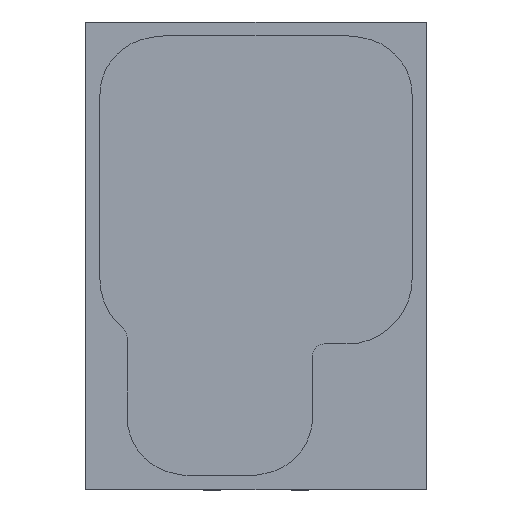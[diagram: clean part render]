
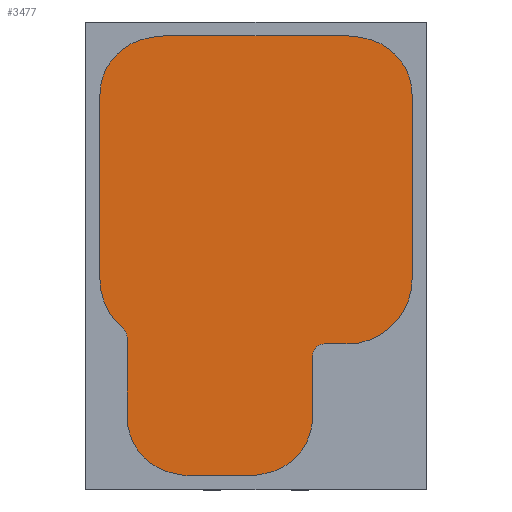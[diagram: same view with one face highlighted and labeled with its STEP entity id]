
A CAD part, top view. The second image highlights one B-rep face of the part: STEP entity #3477.
In plain terms, the highlighted planar face has unit normal (0, 0, 1).
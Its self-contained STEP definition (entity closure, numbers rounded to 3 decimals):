
#3056 = VERTEX_POINT('',#3057);
#3057 = CARTESIAN_POINT('',(-0.918,-0.06,0.599));
#3063 = EDGE_CURVE('',#3056,#3064,#3066,.T.);
#3064 = VERTEX_POINT('',#3065);
#3065 = CARTESIAN_POINT('',(-0.782,-0.353,0.599));
#3066 = CIRCLE('',#3067,0.383);
#3067 = AXIS2_PLACEMENT_3D('',#3068,#3069,#3070);
#3068 = CARTESIAN_POINT('',(-0.535,-0.06,0.599));
#3069 = DIRECTION('',(0.,0.,1.));
#3070 = DIRECTION('',(0.,1.,0.));
#3089 = VERTEX_POINT('',#3090);
#3090 = CARTESIAN_POINT('',(-0.758,-0.404,0.599));
#3096 = EDGE_CURVE('',#3064,#3089,#3097,.T.);
#3097 = CIRCLE('',#3098,0.067);
#3098 = AXIS2_PLACEMENT_3D('',#3099,#3100,#3101);
#3099 = CARTESIAN_POINT('',(-0.825,-0.404,0.599));
#3100 = DIRECTION('',(0.,0.,-1.));
#3101 = DIRECTION('',(0.,1.,0.));
#3114 = VERTEX_POINT('',#3115);
#3115 = CARTESIAN_POINT('',(-0.758,-0.874,0.599));
#3121 = EDGE_CURVE('',#3089,#3114,#3122,.T.);
#3122 = LINE('',#3123,#3124);
#3123 = CARTESIAN_POINT('',(-0.758,-0.404,0.599));
#3124 = VECTOR('',#3125,1.);
#3125 = DIRECTION('',(0.,-1.,0.));
#3137 = EDGE_CURVE('',#3114,#3138,#3140,.T.);
#3138 = VERTEX_POINT('',#3139);
#3139 = CARTESIAN_POINT('',(-0.465,-1.206,0.599));
#3140 = CIRCLE('',#3141,0.339);
#3141 = AXIS2_PLACEMENT_3D('',#3142,#3143,#3144);
#3142 = CARTESIAN_POINT('',(-0.418,-0.87,0.599));
#3143 = DIRECTION('',(0.,0.,1.));
#3144 = DIRECTION('',(0.,1.,0.));
#3162 = EDGE_CURVE('',#3138,#3163,#3165,.T.);
#3163 = VERTEX_POINT('',#3164);
#3164 = CARTESIAN_POINT('',(-0.375,-1.218,0.599));
#3165 = CIRCLE('',#3166,0.348);
#3166 = AXIS2_PLACEMENT_3D('',#3167,#3168,#3169);
#3167 = CARTESIAN_POINT('',(-0.375,-0.87,0.599));
#3168 = DIRECTION('',(0.,0.,1.));
#3169 = DIRECTION('',(0.,1.,0.));
#3188 = VERTEX_POINT('',#3189);
#3189 = CARTESIAN_POINT('',(-0.05,-1.218,0.599));
#3195 = EDGE_CURVE('',#3163,#3188,#3196,.T.);
#3196 = LINE('',#3197,#3198);
#3197 = CARTESIAN_POINT('',(-0.375,-1.218,0.599));
#3198 = VECTOR('',#3199,1.);
#3199 = DIRECTION('',(1.,0.,0.));
#3211 = EDGE_CURVE('',#3188,#3212,#3214,.T.);
#3212 = VERTEX_POINT('',#3213);
#3213 = CARTESIAN_POINT('',(0.04,-1.206,0.599)
  );
#3214 = CIRCLE('',#3215,0.348);
#3215 = AXIS2_PLACEMENT_3D('',#3216,#3217,#3218);
#3216 = CARTESIAN_POINT('',(-0.05,-0.87,0.599));
#3217 = DIRECTION('',(0.,0.,1.));
#3218 = DIRECTION('',(0.,1.,0.));
#3236 = EDGE_CURVE('',#3212,#3237,#3239,.T.);
#3237 = VERTEX_POINT('',#3238);
#3238 = CARTESIAN_POINT('',(0.333,-0.87,0.599));
#3239 = CIRCLE('',#3240,0.339);
#3240 = AXIS2_PLACEMENT_3D('',#3241,#3242,#3243);
#3241 = CARTESIAN_POINT('',(-0.007,-0.87,0.599));
#3242 = DIRECTION('',(0.,0.,1.));
#3243 = DIRECTION('',(0.,1.,0.));
#3262 = VERTEX_POINT('',#3263);
#3263 = CARTESIAN_POINT('',(0.333,-0.51,0.599));
#3269 = EDGE_CURVE('',#3237,#3262,#3270,.T.);
#3270 = LINE('',#3271,#3272);
#3271 = CARTESIAN_POINT('',(0.333,-0.87,0.599));
#3272 = VECTOR('',#3273,1.);
#3273 = DIRECTION('',(0.,1.,0.));
#3286 = VERTEX_POINT('',#3287);
#3287 = CARTESIAN_POINT('',(0.4,-0.443,0.599));
#3293 = EDGE_CURVE('',#3262,#3286,#3294,.T.);
#3294 = CIRCLE('',#3295,0.067);
#3295 = AXIS2_PLACEMENT_3D('',#3296,#3297,#3298);
#3296 = CARTESIAN_POINT('',(0.4,-0.51,0.599));
#3297 = DIRECTION('',(0.,0.,-1.));
#3298 = DIRECTION('',(0.,1.,0.));
#3311 = VERTEX_POINT('',#3312);
#3312 = CARTESIAN_POINT('',(0.535,-0.443,0.599));
#3318 = EDGE_CURVE('',#3286,#3311,#3319,.T.);
#3319 = LINE('',#3320,#3321);
#3320 = CARTESIAN_POINT('',(0.4,-0.443,0.599));
#3321 = VECTOR('',#3322,1.);
#3322 = DIRECTION('',(1.,0.,0.));
#3334 = EDGE_CURVE('',#3311,#3335,#3337,.T.);
#3335 = VERTEX_POINT('',#3336);
#3336 = CARTESIAN_POINT('',(0.918,-0.06,0.599));
#3337 = CIRCLE('',#3338,0.383);
#3338 = AXIS2_PLACEMENT_3D('',#3339,#3340,#3341);
#3339 = CARTESIAN_POINT('',(0.535,-0.06,0.599));
#3340 = DIRECTION('',(0.,0.,1.));
#3341 = DIRECTION('',(0.,1.,0.));
#3360 = VERTEX_POINT('',#3361);
#3361 = CARTESIAN_POINT('',(0.918,1.02,0.599));
#3367 = EDGE_CURVE('',#3335,#3360,#3368,.T.);
#3368 = LINE('',#3369,#3370);
#3369 = CARTESIAN_POINT('',(0.918,-0.06,0.599));
#3370 = VECTOR('',#3371,1.);
#3371 = DIRECTION('',(0.,1.,0.));
#3383 = EDGE_CURVE('',#3360,#3384,#3386,.T.);
#3384 = VERTEX_POINT('',#3385);
#3385 = CARTESIAN_POINT('',(0.625,1.356,0.599));
#3386 = CIRCLE('',#3387,0.339);
#3387 = AXIS2_PLACEMENT_3D('',#3388,#3389,#3390);
#3388 = CARTESIAN_POINT('',(0.578,1.02,0.599));
#3389 = DIRECTION('',(0.,0.,1.));
#3390 = DIRECTION('',(0.,1.,0.));
#3408 = EDGE_CURVE('',#3384,#3409,#3411,.T.);
#3409 = VERTEX_POINT('',#3410);
#3410 = CARTESIAN_POINT('',(0.535,1.368,0.599));
#3411 = CIRCLE('',#3412,0.348);
#3412 = AXIS2_PLACEMENT_3D('',#3413,#3414,#3415);
#3413 = CARTESIAN_POINT('',(0.535,1.02,0.599));
#3414 = DIRECTION('',(0.,0.,1.));
#3415 = DIRECTION('',(0.,1.,0.));
#3434 = VERTEX_POINT('',#3435);
#3435 = CARTESIAN_POINT('',(-0.535,1.368,0.599));
#3441 = EDGE_CURVE('',#3409,#3434,#3442,.T.);
#3442 = LINE('',#3443,#3444);
#3443 = CARTESIAN_POINT('',(0.535,1.368,0.599));
#3444 = VECTOR('',#3445,1.);
#3445 = DIRECTION('',(-1.,0.,0.));
#3457 = EDGE_CURVE('',#3434,#3458,#3460,.T.);
#3458 = VERTEX_POINT('',#3459);
#3459 = CARTESIAN_POINT('',(-0.625,1.356,0.599));
#3460 = CIRCLE('',#3461,0.348);
#3461 = AXIS2_PLACEMENT_3D('',#3462,#3463,#3464);
#3462 = CARTESIAN_POINT('',(-0.535,1.02,0.599));
#3463 = DIRECTION('',(0.,0.,1.));
#3464 = DIRECTION('',(0.,1.,0.));
#3477 = ADVANCED_FACE('',(#3478),#3512,.T.);
#3478 = FACE_BOUND('',#3479,.T.);
#3479 = EDGE_LOOP('',(#3480,#3489,#3495,#3496,#3497,#3498,#3499,#3500,
    #3501,#3502,#3503,#3504,#3505,#3506,#3507,#3508,#3509,#3510,#3511));
#3480 = ORIENTED_EDGE('',*,*,#3481,.T.);
#3481 = EDGE_CURVE('',#3458,#3482,#3484,.T.);
#3482 = VERTEX_POINT('',#3483);
#3483 = CARTESIAN_POINT('',(-0.918,1.02,0.599));
#3484 = CIRCLE('',#3485,0.339);
#3485 = AXIS2_PLACEMENT_3D('',#3486,#3487,#3488);
#3486 = CARTESIAN_POINT('',(-0.578,1.02,0.599));
#3487 = DIRECTION('',(0.,0.,1.));
#3488 = DIRECTION('',(0.,1.,0.));
#3489 = ORIENTED_EDGE('',*,*,#3490,.T.);
#3490 = EDGE_CURVE('',#3482,#3056,#3491,.T.);
#3491 = LINE('',#3492,#3493);
#3492 = CARTESIAN_POINT('',(-0.918,1.02,0.599));
#3493 = VECTOR('',#3494,1.);
#3494 = DIRECTION('',(0.,-1.,0.));
#3495 = ORIENTED_EDGE('',*,*,#3063,.T.);
#3496 = ORIENTED_EDGE('',*,*,#3096,.T.);
#3497 = ORIENTED_EDGE('',*,*,#3121,.T.);
#3498 = ORIENTED_EDGE('',*,*,#3137,.T.);
#3499 = ORIENTED_EDGE('',*,*,#3162,.T.);
#3500 = ORIENTED_EDGE('',*,*,#3195,.T.);
#3501 = ORIENTED_EDGE('',*,*,#3211,.T.);
#3502 = ORIENTED_EDGE('',*,*,#3236,.T.);
#3503 = ORIENTED_EDGE('',*,*,#3269,.T.);
#3504 = ORIENTED_EDGE('',*,*,#3293,.T.);
#3505 = ORIENTED_EDGE('',*,*,#3318,.T.);
#3506 = ORIENTED_EDGE('',*,*,#3334,.T.);
#3507 = ORIENTED_EDGE('',*,*,#3367,.T.);
#3508 = ORIENTED_EDGE('',*,*,#3383,.T.);
#3509 = ORIENTED_EDGE('',*,*,#3408,.T.);
#3510 = ORIENTED_EDGE('',*,*,#3441,.T.);
#3511 = ORIENTED_EDGE('',*,*,#3457,.T.);
#3512 = PLANE('',#3513);
#3513 = AXIS2_PLACEMENT_3D('',#3514,#3515,#3516);
#3514 = CARTESIAN_POINT('',(-0.578,1.02,0.599));
#3515 = DIRECTION('',(0.,0.,1.));
#3516 = DIRECTION('',(0.,1.,0.));
